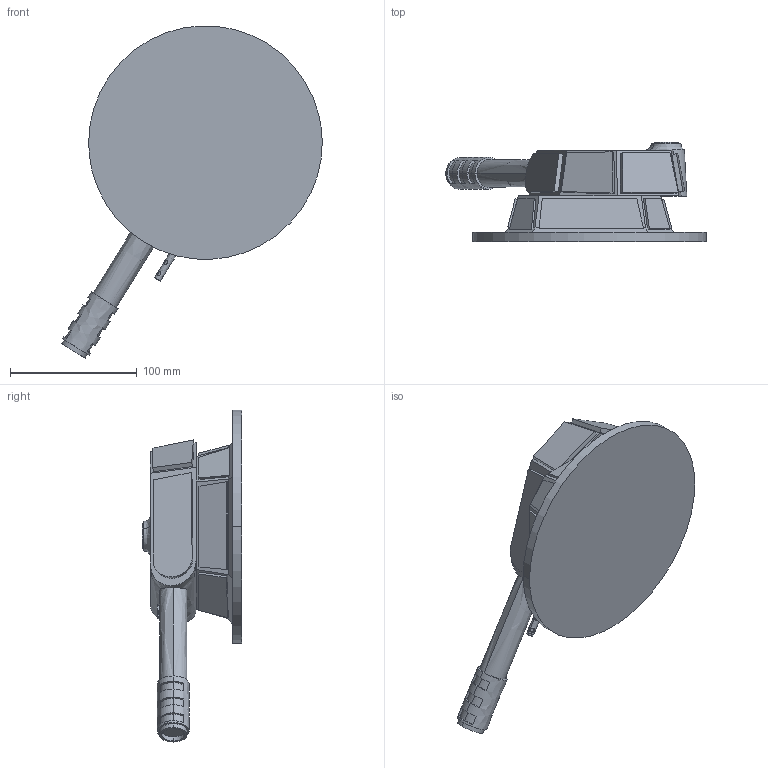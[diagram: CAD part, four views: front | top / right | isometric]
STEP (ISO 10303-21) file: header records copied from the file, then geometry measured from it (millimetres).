
FILE_DESCRIPTION(('FreeCAD Model'),'2;1');
FILE_NAME('Open CASCADE Shape Model','2025-04-26T09:52:59',('FreeCAD'),( 'FreeCAD'),'Open CASCADE STEP processor 7.6','FreeCAD','Unknown');
FILE_SCHEMA(('AUTOMOTIVE_DESIGN { 1 0 10303 214 1 1 1 1 }'));
Length unit declared in the file: millimetre
Products named in the file (1): Open CASCADE STEP translator 7.6 1
Bounding box: 205.75 x 78.58 x 262.24 mm (x, y, z)
Volume: 1057854.4 mm3; surface area: 121699.6 mm2
Topology: 2 solids, 2 shells, 203 faces, 526 edges, 350 vertices
Faces by surface type: bspline 203
Entity records: 6681 total; most frequent: CARTESIAN_POINT 3507, ORIENTED_EDGE 1052, EDGE_CURVE 526, B_SPLINE_CURVE_WITH_KNOTS 417, VERTEX_POINT 350, FACE_BOUND 226, EDGE_LOOP 226, ADVANCED_FACE 203
